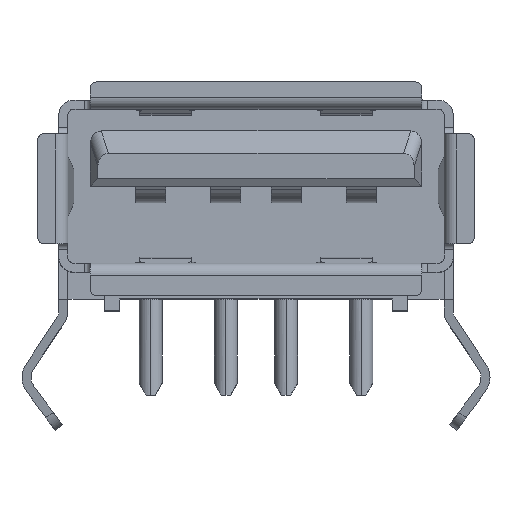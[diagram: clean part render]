
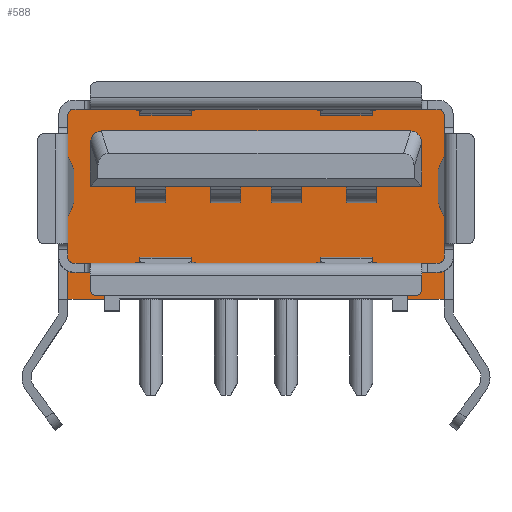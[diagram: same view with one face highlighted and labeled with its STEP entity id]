
A CAD part, top view. The second image highlights one B-rep face of the part: STEP entity #588.
In plain terms, the highlighted planar face has unit normal (0, 0, 1).
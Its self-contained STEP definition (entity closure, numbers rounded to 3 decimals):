
#588 = ADVANCED_FACE ( 'NONE', ( #5465, #5469 ), #5305, .T. ) ;
#2458 = VERTEX_POINT ( 'NONE', #9429 ) ;
#2537 = VERTEX_POINT ( 'NONE', #9510 ) ;
#2557 = VERTEX_POINT ( 'NONE', #9530 ) ;
#2561 = VERTEX_POINT ( 'NONE', #9534 ) ;
#2563 = VERTEX_POINT ( 'NONE', #9536 ) ;
#2564 = VERTEX_POINT ( 'NONE', #9537 ) ;
#2565 = VERTEX_POINT ( 'NONE', #9538 ) ;
#2566 = VERTEX_POINT ( 'NONE', #9539 ) ;
#2567 = VERTEX_POINT ( 'NONE', #9540 ) ;
#2568 = VERTEX_POINT ( 'NONE', #9541 ) ;
#2569 = VERTEX_POINT ( 'NONE', #9542 ) ;
#2571 = VERTEX_POINT ( 'NONE', #9544 ) ;
#2572 = VERTEX_POINT ( 'NONE', #9545 ) ;
#2573 = VERTEX_POINT ( 'NONE', #9546 ) ;
#2574 = VERTEX_POINT ( 'NONE', #9547 ) ;
#2577 = VERTEX_POINT ( 'NONE', #9550 ) ;
#2578 = VERTEX_POINT ( 'NONE', #9551 ) ;
#2579 = VERTEX_POINT ( 'NONE', #9552 ) ;
#2788 = ORIENTED_EDGE ( 'NONE', *, *, #3724, .F. ) ;
#2789 = ORIENTED_EDGE ( 'NONE', *, *, #3725, .F. ) ;
#2790 = ORIENTED_EDGE ( 'NONE', *, *, #3726, .T. ) ;
#2791 = ORIENTED_EDGE ( 'NONE', *, *, #3727, .T. ) ;
#2792 = ORIENTED_EDGE ( 'NONE', *, *, #3728, .F. ) ;
#2793 = ORIENTED_EDGE ( 'NONE', *, *, #3729, .T. ) ;
#2794 = ORIENTED_EDGE ( 'NONE', *, *, #3730, .F. ) ;
#2795 = ORIENTED_EDGE ( 'NONE', *, *, #3731, .T. ) ;
#2796 = ORIENTED_EDGE ( 'NONE', *, *, #3732, .T. ) ;
#2797 = ORIENTED_EDGE ( 'NONE', *, *, #3733, .F. ) ;
#2798 = ORIENTED_EDGE ( 'NONE', *, *, #3734, .F. ) ;
#2799 = ORIENTED_EDGE ( 'NONE', *, *, #3735, .F. ) ;
#2800 = ORIENTED_EDGE ( 'NONE', *, *, #3736, .F. ) ;
#2801 = ORIENTED_EDGE ( 'NONE', *, *, #3737, .T. ) ;
#2802 = ORIENTED_EDGE ( 'NONE', *, *, #3738, .F. ) ;
#2803 = ORIENTED_EDGE ( 'NONE', *, *, #3687, .T. ) ;
#2804 = ORIENTED_EDGE ( 'NONE', *, *, #3739, .T. ) ;
#2805 = ORIENTED_EDGE ( 'NONE', *, *, #3740, .T. ) ;
#3687 = EDGE_CURVE ( 'NONE', #2458, #2537, #10116, .T. ) ;
#3724 = EDGE_CURVE ( 'NONE', #2565, #2563, #10183, .T. ) ;
#3725 = EDGE_CURVE ( 'NONE', #2561, #2565, #10184, .T. ) ;
#3726 = EDGE_CURVE ( 'NONE', #2561, #2568, #10186, .T. ) ;
#3727 = EDGE_CURVE ( 'NONE', #2568, #2569, #10152, .T. ) ;
#3728 = EDGE_CURVE ( 'NONE', #2557, #2569, #10190, .T. ) ;
#3729 = EDGE_CURVE ( 'NONE', #2557, #2571, #10192, .T. ) ;
#3730 = EDGE_CURVE ( 'NONE', #2566, #2571, #10193, .T. ) ;
#3731 = EDGE_CURVE ( 'NONE', #2566, #2573, #10195, .T. ) ;
#3732 = EDGE_CURVE ( 'NONE', #2573, #2574, #10196, .T. ) ;
#3733 = EDGE_CURVE ( 'NONE', #2567, #2574, #10198, .T. ) ;
#3734 = EDGE_CURVE ( 'NONE', #2572, #2567, #10200, .T. ) ;
#3735 = EDGE_CURVE ( 'NONE', #2563, #2572, #10202, .T. ) ;
#3736 = EDGE_CURVE ( 'NONE', #2564, #2577, #10204, .T. ) ;
#3737 = EDGE_CURVE ( 'NONE', #2564, #2579, #10206, .T. ) ;
#3738 = EDGE_CURVE ( 'NONE', #2458, #2579, #10208, .T. ) ;
#3739 = EDGE_CURVE ( 'NONE', #2537, #2578, #10209, .T. ) ;
#3740 = EDGE_CURVE ( 'NONE', #2578, #2577, #10211, .T. ) ;
#5305 = PLANE ( 'NONE',  #5737 ) ;
#5312 = CARTESIAN_POINT ( 'NONE',  ( -6.55, 0., -8.35 ) ) ;
#5313 = DIRECTION ( 'NONE',  ( 0., 0., 1. ) ) ;
#5314 = DIRECTION ( 'NONE',  ( 1., 0., 0. ) ) ;
#5465 = FACE_OUTER_BOUND ( 'NONE', #10464, .T. ) ;
#5469 = FACE_BOUND ( 'NONE', #10480, .T. ) ;
#5737 = AXIS2_PLACEMENT_3D ( 'NONE', #5312, #5313, #5314 ) ;
#7875 = AXIS2_PLACEMENT_3D ( 'NONE', #11135, #11136, #11137 ) ;
#7876 = AXIS2_PLACEMENT_3D ( 'NONE', #11140, #11141, #11142 ) ;
#7877 = AXIS2_PLACEMENT_3D ( 'NONE', #11155, #11156, #11157 ) ;
#7878 = AXIS2_PLACEMENT_3D ( 'NONE', #11162, #11163, #11164 ) ;
#9429 = CARTESIAN_POINT ( 'NONE',  ( 5.5, 2.86, -8.35 ) ) ;
#9510 = CARTESIAN_POINT ( 'NONE',  ( -5.5, 2.86, -8.35 ) ) ;
#9530 = CARTESIAN_POINT ( 'NONE',  ( 6.05, 5.42, -8.35 ) ) ;
#9534 = CARTESIAN_POINT ( 'NONE',  ( 6.25, -0.88, -8.35 ) ) ;
#9536 = CARTESIAN_POINT ( 'NONE',  ( 5.025, 0., -8.35 ) ) ;
#9537 = CARTESIAN_POINT ( 'NONE',  ( 5.1, 4.7, -8.35 ) ) ;
#9538 = CARTESIAN_POINT ( 'NONE',  ( 5.025, -0.88, -8.35 ) ) ;
#9539 = CARTESIAN_POINT ( 'NONE',  ( -6.25, 5.22, -8.35 ) ) ;
#9540 = CARTESIAN_POINT ( 'NONE',  ( -5.025, -0.88, -8.35 ) ) ;
#9541 = CARTESIAN_POINT ( 'NONE',  ( 6.25, 0.651, -8.35 ) ) ;
#9542 = CARTESIAN_POINT ( 'NONE',  ( 6.25, 5.22, -8.35 ) ) ;
#9544 = CARTESIAN_POINT ( 'NONE',  ( -6.05, 5.42, -8.35 ) ) ;
#9545 = CARTESIAN_POINT ( 'NONE',  ( -5.025, 0., -8.35 ) ) ;
#9546 = CARTESIAN_POINT ( 'NONE',  ( -6.25, 0.651, -8.35 ) ) ;
#9547 = CARTESIAN_POINT ( 'NONE',  ( -6.25, -0.88, -8.35 ) ) ;
#9550 = CARTESIAN_POINT ( 'NONE',  ( -5.1, 4.7, -8.35 ) ) ;
#9551 = CARTESIAN_POINT ( 'NONE',  ( -5.5, 4.3, -8.35 ) ) ;
#9552 = CARTESIAN_POINT ( 'NONE',  ( 5.5, 4.3, -8.35 ) ) ;
#10116 = LINE ( 'NONE', #11043, #10119 ) ;
#10119 = VECTOR ( 'NONE', #11045, 1000. ) ;
#10152 = LINE ( 'NONE', #11123, #10191 ) ;
#10183 = LINE ( 'NONE', #11113, #10185 ) ;
#10184 = LINE ( 'NONE', #11127, #10187 ) ;
#10185 = VECTOR ( 'NONE', #11114, 1000. ) ;
#10186 = LINE ( 'NONE', #11129, #10189 ) ;
#10187 = VECTOR ( 'NONE', #11128, 1000. ) ;
#10189 = VECTOR ( 'NONE', #11131, 1000. ) ;
#10190 = CIRCLE ( 'NONE', #7875, 0.2 ) ;
#10191 = VECTOR ( 'NONE', #11132, 1000. ) ;
#10192 = LINE ( 'NONE', #11130, #10194 ) ;
#10193 = CIRCLE ( 'NONE', #7876, 0.2 ) ;
#10194 = VECTOR ( 'NONE', #11122, 1000. ) ;
#10195 = LINE ( 'NONE', #11133, #10197 ) ;
#10196 = LINE ( 'NONE', #11143, #10199 ) ;
#10197 = VECTOR ( 'NONE', #11134, 1000. ) ;
#10198 = LINE ( 'NONE', #11145, #10201 ) ;
#10199 = VECTOR ( 'NONE', #11144, 1000. ) ;
#10200 = LINE ( 'NONE', #11147, #10203 ) ;
#10201 = VECTOR ( 'NONE', #11146, 1000. ) ;
#10202 = LINE ( 'NONE', #11149, #10205 ) ;
#10203 = VECTOR ( 'NONE', #11148, 1000. ) ;
#10204 = LINE ( 'NONE', #11151, #10207 ) ;
#10205 = VECTOR ( 'NONE', #11150, 1000. ) ;
#10206 = CIRCLE ( 'NONE', #7877, 0.4 ) ;
#10207 = VECTOR ( 'NONE', #11152, 1000. ) ;
#10208 = LINE ( 'NONE', #11138, #10210 ) ;
#10209 = LINE ( 'NONE', #11158, #10212 ) ;
#10210 = VECTOR ( 'NONE', #11139, 1000. ) ;
#10211 = CIRCLE ( 'NONE', #7878, 0.4 ) ;
#10212 = VECTOR ( 'NONE', #11159, 1000. ) ;
#10464 = EDGE_LOOP ( 'NONE', ( #2788, #2789, #2790, #2791, #2792, #2793, #2794, #2795, #2796, #2797, #2798, #2799 ) ) ;
#10480 = EDGE_LOOP ( 'NONE', ( #2800, #2801, #2802, #2803, #2804, #2805 ) ) ;
#11043 = CARTESIAN_POINT ( 'NONE',  ( -6.55, 2.86, -8.35 ) ) ;
#11045 = DIRECTION ( 'NONE',  ( -1., 0., 0. ) ) ;
#11113 = CARTESIAN_POINT ( 'NONE',  ( 5.025, 0., -8.35 ) ) ;
#11114 = DIRECTION ( 'NONE',  ( 0., 1., 0. ) ) ;
#11122 = DIRECTION ( 'NONE',  ( -1., 0., 0. ) ) ;
#11123 = CARTESIAN_POINT ( 'NONE',  ( 6.25, 0., -8.35 ) ) ;
#11127 = CARTESIAN_POINT ( 'NONE',  ( 0., -0.88, -8.35 ) ) ;
#11128 = DIRECTION ( 'NONE',  ( -1., 0., 0. ) ) ;
#11129 = CARTESIAN_POINT ( 'NONE',  ( 6.25, 0., -8.35 ) ) ;
#11130 = CARTESIAN_POINT ( 'NONE',  ( 0., 5.42, -8.35 ) ) ;
#11131 = DIRECTION ( 'NONE',  ( 0., 1., 0. ) ) ;
#11132 = DIRECTION ( 'NONE',  ( 0., 1., 0. ) ) ;
#11133 = CARTESIAN_POINT ( 'NONE',  ( -6.25, 0., -8.35 ) ) ;
#11134 = DIRECTION ( 'NONE',  ( 0., -1., 0. ) ) ;
#11135 = CARTESIAN_POINT ( 'NONE',  ( 6.05, 5.22, -8.35 ) ) ;
#11136 = DIRECTION ( 'NONE',  ( 0., 0., -1. ) ) ;
#11137 = DIRECTION ( 'NONE',  ( 1., 0., 0. ) ) ;
#11138 = CARTESIAN_POINT ( 'NONE',  ( 5.5, 0., -8.35 ) ) ;
#11139 = DIRECTION ( 'NONE',  ( 0., 1., 0. ) ) ;
#11140 = CARTESIAN_POINT ( 'NONE',  ( -6.05, 5.22, -8.35 ) ) ;
#11141 = DIRECTION ( 'NONE',  ( 0., 0., -1. ) ) ;
#11142 = DIRECTION ( 'NONE',  ( 1., 0., 0. ) ) ;
#11143 = CARTESIAN_POINT ( 'NONE',  ( -6.25, 0., -8.35 ) ) ;
#11144 = DIRECTION ( 'NONE',  ( 0., -1., 0. ) ) ;
#11145 = CARTESIAN_POINT ( 'NONE',  ( 0., -0.88, -8.35 ) ) ;
#11146 = DIRECTION ( 'NONE',  ( -1., 0., 0. ) ) ;
#11147 = CARTESIAN_POINT ( 'NONE',  ( -5.025, 0., -8.35 ) ) ;
#11148 = DIRECTION ( 'NONE',  ( 0., -1., 0. ) ) ;
#11149 = CARTESIAN_POINT ( 'NONE',  ( -6.55, 0., -8.35 ) ) ;
#11150 = DIRECTION ( 'NONE',  ( -1., 0., 0. ) ) ;
#11151 = CARTESIAN_POINT ( 'NONE',  ( -6.55, 4.7, -8.35 ) ) ;
#11152 = DIRECTION ( 'NONE',  ( -1., 0., 0. ) ) ;
#11155 = CARTESIAN_POINT ( 'NONE',  ( 5.1, 4.3, -8.35 ) ) ;
#11156 = DIRECTION ( 'NONE',  ( 0., 0., -1. ) ) ;
#11157 = DIRECTION ( 'NONE',  ( 1., 0., 0. ) ) ;
#11158 = CARTESIAN_POINT ( 'NONE',  ( -5.5, 0., -8.35 ) ) ;
#11159 = DIRECTION ( 'NONE',  ( 0., 1., 0. ) ) ;
#11162 = CARTESIAN_POINT ( 'NONE',  ( -5.1, 4.3, -8.35 ) ) ;
#11163 = DIRECTION ( 'NONE',  ( 0., 0., -1. ) ) ;
#11164 = DIRECTION ( 'NONE',  ( 1., 0., 0. ) ) ;
